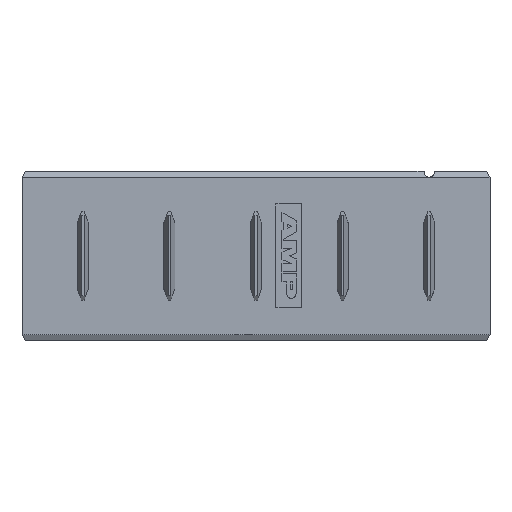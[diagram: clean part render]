
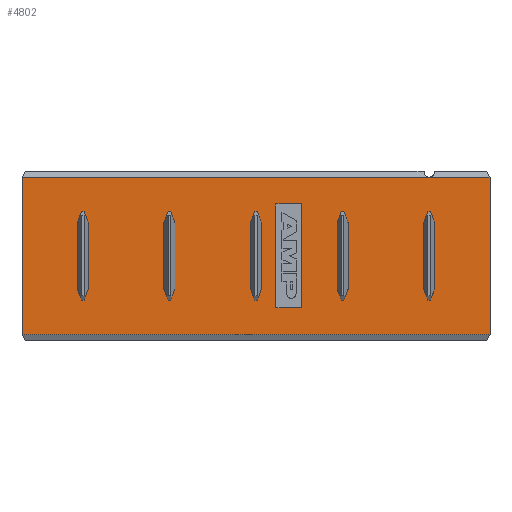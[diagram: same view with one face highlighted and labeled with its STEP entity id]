
A CAD part, top view. The second image highlights one B-rep face of the part: STEP entity #4802.
In plain terms, the highlighted planar face has unit normal (0, 0, 1).
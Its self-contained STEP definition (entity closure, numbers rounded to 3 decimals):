
#72=DIRECTION('',(-1.,0.,0.));
#73=VECTOR('',#72,3.51);
#74=CARTESIAN_POINT('',(13.51,4.55,0.));
#75=LINE('',#74,#73);
#76=DIRECTION('',(0.,1.,0.));
#77=VECTOR('',#76,9.1);
#78=CARTESIAN_POINT('',(13.51,-4.55,0.));
#79=LINE('',#78,#77);
#80=DIRECTION('',(1.,0.,0.));
#81=VECTOR('',#80,27.02);
#82=CARTESIAN_POINT('',(-13.51,-4.55,0.));
#83=LINE('',#82,#81);
#84=DIRECTION('',(0.,-1.,0.));
#85=VECTOR('',#84,9.1);
#86=CARTESIAN_POINT('',(-13.51,4.55,0.));
#87=LINE('',#86,#85);
#88=DIRECTION('',(-1.,0.,0.));
#89=VECTOR('',#88,23.51);
#90=CARTESIAN_POINT('',(10.,4.55,0.));
#91=LINE('',#90,#89);
#92=DIRECTION('',(0.,1.,0.));
#93=VECTOR('',#92,3.855);
#94=CARTESIAN_POINT('',(9.683,-1.927,0.));
#95=LINE('',#94,#93);
#96=DIRECTION('',(1.,0.,0.));
#97=VECTOR('',#96,0.635);
#98=CARTESIAN_POINT('',(9.683,-1.927,0.));
#99=LINE('',#98,#97);
#100=DIRECTION('',(0.,1.,0.));
#101=VECTOR('',#100,3.855);
#102=CARTESIAN_POINT('',(10.318,-1.927,0.));
#103=LINE('',#102,#101);
#104=DIRECTION('',(1.,0.,0.));
#105=VECTOR('',#104,0.635);
#106=CARTESIAN_POINT('',(9.683,1.927,0.));
#107=LINE('',#106,#105);
#108=DIRECTION('',(0.,1.,0.));
#109=VECTOR('',#108,3.855);
#110=CARTESIAN_POINT('',(4.683,-1.927,0.));
#111=LINE('',#110,#109);
#112=DIRECTION('',(1.,0.,0.));
#113=VECTOR('',#112,0.635);
#114=CARTESIAN_POINT('',(4.683,-1.927,0.));
#115=LINE('',#114,#113);
#116=DIRECTION('',(0.,1.,0.));
#117=VECTOR('',#116,3.855);
#118=CARTESIAN_POINT('',(5.318,-1.927,0.));
#119=LINE('',#118,#117);
#120=DIRECTION('',(1.,0.,0.));
#121=VECTOR('',#120,0.635);
#122=CARTESIAN_POINT('',(4.683,1.927,0.));
#123=LINE('',#122,#121);
#124=DIRECTION('',(0.,1.,0.));
#125=VECTOR('',#124,3.855);
#126=CARTESIAN_POINT('',(-0.318,-1.927,0.));
#127=LINE('',#126,#125);
#128=DIRECTION('',(1.,0.,0.));
#129=VECTOR('',#128,0.635);
#130=CARTESIAN_POINT('',(-0.318,-1.927,0.));
#131=LINE('',#130,#129);
#132=DIRECTION('',(0.,1.,0.));
#133=VECTOR('',#132,3.855);
#134=CARTESIAN_POINT('',(0.318,-1.927,0.));
#135=LINE('',#134,#133);
#136=DIRECTION('',(1.,0.,0.));
#137=VECTOR('',#136,0.635);
#138=CARTESIAN_POINT('',(-0.318,1.927,0.));
#139=LINE('',#138,#137);
#140=DIRECTION('',(0.,1.,0.));
#141=VECTOR('',#140,3.855);
#142=CARTESIAN_POINT('',(-5.318,-1.927,0.));
#143=LINE('',#142,#141);
#144=DIRECTION('',(1.,0.,0.));
#145=VECTOR('',#144,0.635);
#146=CARTESIAN_POINT('',(-5.318,-1.927,0.));
#147=LINE('',#146,#145);
#148=DIRECTION('',(0.,1.,0.));
#149=VECTOR('',#148,3.855);
#150=CARTESIAN_POINT('',(-4.683,-1.927,0.));
#151=LINE('',#150,#149);
#152=DIRECTION('',(1.,0.,0.));
#153=VECTOR('',#152,0.635);
#154=CARTESIAN_POINT('',(-5.318,1.927,0.));
#155=LINE('',#154,#153);
#156=DIRECTION('',(0.,1.,0.));
#157=VECTOR('',#156,3.855);
#158=CARTESIAN_POINT('',(-10.318,-1.927,0.));
#159=LINE('',#158,#157);
#160=DIRECTION('',(1.,0.,0.));
#161=VECTOR('',#160,0.635);
#162=CARTESIAN_POINT('',(-10.318,-1.927,0.));
#163=LINE('',#162,#161);
#164=DIRECTION('',(0.,1.,0.));
#165=VECTOR('',#164,3.855);
#166=CARTESIAN_POINT('',(-9.683,-1.927,0.));
#167=LINE('',#166,#165);
#168=DIRECTION('',(1.,0.,0.));
#169=VECTOR('',#168,0.635);
#170=CARTESIAN_POINT('',(-10.318,1.927,0.));
#171=LINE('',#170,#169);
#172=DIRECTION('',(-1.,0.,0.));
#173=VECTOR('',#172,1.5);
#174=CARTESIAN_POINT('',(2.65,3.,0.));
#175=LINE('',#174,#173);
#176=DIRECTION('',(0.,-1.,0.));
#177=VECTOR('',#176,6.);
#178=CARTESIAN_POINT('',(1.15,3.,0.));
#179=LINE('',#178,#177);
#180=DIRECTION('',(1.,0.,0.));
#181=VECTOR('',#180,1.5);
#182=CARTESIAN_POINT('',(1.15,-3.,0.));
#183=LINE('',#182,#181);
#184=DIRECTION('',(0.,1.,0.));
#185=VECTOR('',#184,6.);
#186=CARTESIAN_POINT('',(2.65,-3.,0.));
#187=LINE('',#186,#185);
#198=CARTESIAN_POINT('',(10.,4.55,0.));
#3805=CARTESIAN_POINT('',(13.51,-4.55,0.));
#3806=VERTEX_POINT('',#3805);
#3809=CARTESIAN_POINT('',(-13.51,-4.55,0.));
#3810=VERTEX_POINT('',#3809);
#3821=CARTESIAN_POINT('',(-13.51,4.55,0.));
#3822=VERTEX_POINT('',#3821);
#3827=CARTESIAN_POINT('',(13.51,4.55,0.));
#3828=VERTEX_POINT('',#3827);
#3845=VERTEX_POINT('',#198);
#3851=CARTESIAN_POINT('',(9.683,-1.927,0.));
#3852=CARTESIAN_POINT('',(9.683,1.927,0.));
#3853=VERTEX_POINT('',#3851);
#3854=VERTEX_POINT('',#3852);
#3855=CARTESIAN_POINT('',(10.318,-1.927,0.));
#3856=CARTESIAN_POINT('',(10.318,1.927,0.));
#3857=VERTEX_POINT('',#3855);
#3858=VERTEX_POINT('',#3856);
#3939=CARTESIAN_POINT('',(4.683,-1.927,0.));
#3940=CARTESIAN_POINT('',(4.683,1.927,0.));
#3941=VERTEX_POINT('',#3939);
#3942=VERTEX_POINT('',#3940);
#3943=CARTESIAN_POINT('',(5.318,-1.927,0.));
#3944=CARTESIAN_POINT('',(5.318,1.927,0.));
#3945=VERTEX_POINT('',#3943);
#3946=VERTEX_POINT('',#3944);
#4027=CARTESIAN_POINT('',(-0.318,-1.927,0.));
#4028=CARTESIAN_POINT('',(-0.318,1.927,0.));
#4029=VERTEX_POINT('',#4027);
#4030=VERTEX_POINT('',#4028);
#4031=CARTESIAN_POINT('',(0.318,-1.927,0.));
#4032=CARTESIAN_POINT('',(0.318,1.927,0.));
#4033=VERTEX_POINT('',#4031);
#4034=VERTEX_POINT('',#4032);
#4115=CARTESIAN_POINT('',(-5.318,-1.927,0.));
#4116=CARTESIAN_POINT('',(-5.318,1.927,0.));
#4117=VERTEX_POINT('',#4115);
#4118=VERTEX_POINT('',#4116);
#4119=CARTESIAN_POINT('',(-4.683,-1.927,0.));
#4120=CARTESIAN_POINT('',(-4.683,1.927,0.));
#4121=VERTEX_POINT('',#4119);
#4122=VERTEX_POINT('',#4120);
#4203=CARTESIAN_POINT('',(-10.318,-1.927,0.));
#4204=CARTESIAN_POINT('',(-10.318,1.927,0.));
#4205=VERTEX_POINT('',#4203);
#4206=VERTEX_POINT('',#4204);
#4207=CARTESIAN_POINT('',(-9.683,-1.927,0.));
#4208=CARTESIAN_POINT('',(-9.683,1.927,0.));
#4209=VERTEX_POINT('',#4207);
#4210=VERTEX_POINT('',#4208);
#4331=CARTESIAN_POINT('',(2.65,3.,0.));
#4332=CARTESIAN_POINT('',(1.15,3.,0.));
#4333=VERTEX_POINT('',#4331);
#4334=VERTEX_POINT('',#4332);
#4335=CARTESIAN_POINT('',(1.15,-3.,0.));
#4336=VERTEX_POINT('',#4335);
#4337=CARTESIAN_POINT('',(2.65,-3.,0.));
#4338=VERTEX_POINT('',#4337);
#4725=CARTESIAN_POINT('',(0.,0.,0.));
#4726=DIRECTION('',(0.,0.,1.));
#4727=DIRECTION('',(1.,0.,0.));
#4728=AXIS2_PLACEMENT_3D('',#4725,#4726,#4727);
#4729=PLANE('',#4728);
#4731=ORIENTED_EDGE('',*,*,#4730,.F.);
#4733=ORIENTED_EDGE('',*,*,#4732,.F.);
#4735=ORIENTED_EDGE('',*,*,#4734,.F.);
#4737=ORIENTED_EDGE('',*,*,#4736,.F.);
#4739=ORIENTED_EDGE('',*,*,#4738,.F.);
#4740=EDGE_LOOP('',(#4731,#4733,#4735,#4737,#4739));
#4741=FACE_OUTER_BOUND('',#4740,.F.);
#4743=ORIENTED_EDGE('',*,*,#4742,.F.);
#4745=ORIENTED_EDGE('',*,*,#4744,.T.);
#4747=ORIENTED_EDGE('',*,*,#4746,.T.);
#4749=ORIENTED_EDGE('',*,*,#4748,.F.);
#4750=EDGE_LOOP('',(#4743,#4745,#4747,#4749));
#4751=FACE_BOUND('',#4750,.F.);
#4753=ORIENTED_EDGE('',*,*,#4752,.F.);
#4755=ORIENTED_EDGE('',*,*,#4754,.T.);
#4757=ORIENTED_EDGE('',*,*,#4756,.T.);
#4759=ORIENTED_EDGE('',*,*,#4758,.F.);
#4760=EDGE_LOOP('',(#4753,#4755,#4757,#4759));
#4761=FACE_BOUND('',#4760,.F.);
#4763=ORIENTED_EDGE('',*,*,#4762,.F.);
#4765=ORIENTED_EDGE('',*,*,#4764,.T.);
#4767=ORIENTED_EDGE('',*,*,#4766,.T.);
#4769=ORIENTED_EDGE('',*,*,#4768,.F.);
#4770=EDGE_LOOP('',(#4763,#4765,#4767,#4769));
#4771=FACE_BOUND('',#4770,.F.);
#4773=ORIENTED_EDGE('',*,*,#4772,.F.);
#4775=ORIENTED_EDGE('',*,*,#4774,.T.);
#4777=ORIENTED_EDGE('',*,*,#4776,.T.);
#4779=ORIENTED_EDGE('',*,*,#4778,.F.);
#4780=EDGE_LOOP('',(#4773,#4775,#4777,#4779));
#4781=FACE_BOUND('',#4780,.F.);
#4783=ORIENTED_EDGE('',*,*,#4782,.F.);
#4785=ORIENTED_EDGE('',*,*,#4784,.T.);
#4787=ORIENTED_EDGE('',*,*,#4786,.T.);
#4789=ORIENTED_EDGE('',*,*,#4788,.F.);
#4790=EDGE_LOOP('',(#4783,#4785,#4787,#4789));
#4791=FACE_BOUND('',#4790,.F.);
#4793=ORIENTED_EDGE('',*,*,#4792,.T.);
#4795=ORIENTED_EDGE('',*,*,#4794,.T.);
#4797=ORIENTED_EDGE('',*,*,#4796,.T.);
#4799=ORIENTED_EDGE('',*,*,#4798,.T.);
#4800=EDGE_LOOP('',(#4793,#4795,#4797,#4799));
#4801=FACE_BOUND('',#4800,.F.);
#4802=ADVANCED_FACE('',(#4741,#4751,#4761,#4771,#4781,#4791,#4801),#4729,.T.);
#4730=EDGE_CURVE('',#3828,#3845,#75,.T.);
#4732=EDGE_CURVE('',#3806,#3828,#79,.T.);
#4734=EDGE_CURVE('',#3810,#3806,#83,.T.);
#4736=EDGE_CURVE('',#3822,#3810,#87,.T.);
#4738=EDGE_CURVE('',#3845,#3822,#91,.T.);
#4742=EDGE_CURVE('',#3853,#3854,#95,.T.);
#4744=EDGE_CURVE('',#3853,#3857,#99,.T.);
#4746=EDGE_CURVE('',#3857,#3858,#103,.T.);
#4748=EDGE_CURVE('',#3854,#3858,#107,.T.);
#4752=EDGE_CURVE('',#3941,#3942,#111,.T.);
#4754=EDGE_CURVE('',#3941,#3945,#115,.T.);
#4756=EDGE_CURVE('',#3945,#3946,#119,.T.);
#4758=EDGE_CURVE('',#3942,#3946,#123,.T.);
#4762=EDGE_CURVE('',#4029,#4030,#127,.T.);
#4764=EDGE_CURVE('',#4029,#4033,#131,.T.);
#4766=EDGE_CURVE('',#4033,#4034,#135,.T.);
#4768=EDGE_CURVE('',#4030,#4034,#139,.T.);
#4772=EDGE_CURVE('',#4117,#4118,#143,.T.);
#4774=EDGE_CURVE('',#4117,#4121,#147,.T.);
#4776=EDGE_CURVE('',#4121,#4122,#151,.T.);
#4778=EDGE_CURVE('',#4118,#4122,#155,.T.);
#4782=EDGE_CURVE('',#4205,#4206,#159,.T.);
#4784=EDGE_CURVE('',#4205,#4209,#163,.T.);
#4786=EDGE_CURVE('',#4209,#4210,#167,.T.);
#4788=EDGE_CURVE('',#4206,#4210,#171,.T.);
#4792=EDGE_CURVE('',#4333,#4334,#175,.T.);
#4794=EDGE_CURVE('',#4334,#4336,#179,.T.);
#4796=EDGE_CURVE('',#4336,#4338,#183,.T.);
#4798=EDGE_CURVE('',#4338,#4333,#187,.T.);
